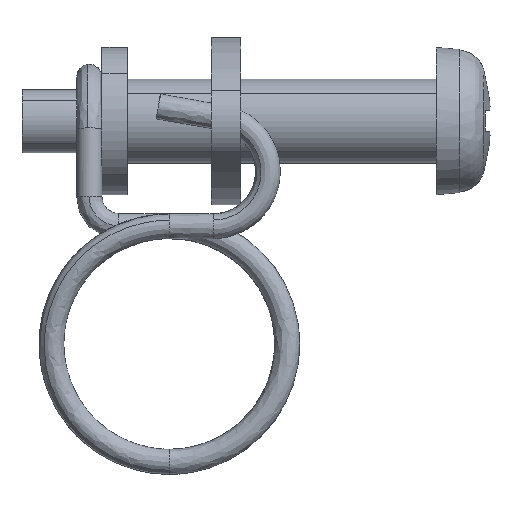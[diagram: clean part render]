
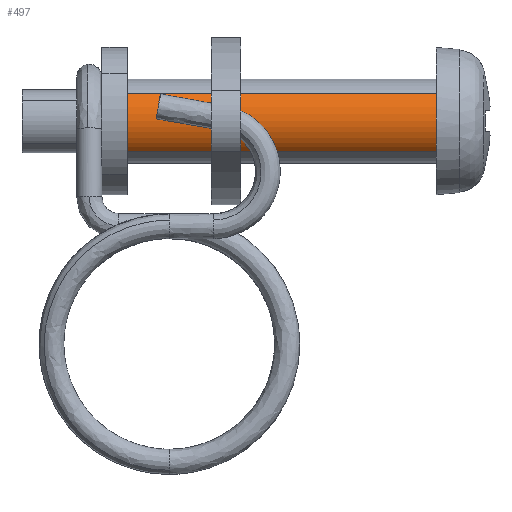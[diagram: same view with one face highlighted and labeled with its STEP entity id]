
A CAD part, front view. The second image highlights one B-rep face of the part: STEP entity #497.
In plain terms, the highlighted free-form (B-spline) face has degree [2, 1] with [3, 2] control points.
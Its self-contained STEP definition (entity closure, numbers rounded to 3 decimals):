
#303=CARTESIAN_POINT('',(-14.7,-1.527,1.291));
#304=VERTEX_POINT('',#303);
#318=CARTESIAN_POINT('',(0.,-1.527,1.291));
#319=VERTEX_POINT('',#318);
#320=CARTESIAN_POINT('',(0.,-1.527,1.291));
#321=CARTESIAN_POINT('',(-14.7,-1.527,1.291));
#322=QUASI_UNIFORM_CURVE('',1,(#320,#321),.UNSPECIFIED.,.F.,.U.);
#323=EDGE_CURVE('',#319,#304,#322,.T.);
#369=CARTESIAN_POINT('',(0.,-1.377,-1.451));
#370=VERTEX_POINT('',#369);
#381=CARTESIAN_POINT('',(-14.7,-1.377,-1.451));
#382=VERTEX_POINT('',#381);
#383=CARTESIAN_POINT('',(0.,-1.377,-1.451));
#384=CARTESIAN_POINT('',(-14.7,-1.377,-1.451));
#385=QUASI_UNIFORM_CURVE('',1,(#383,#384),.UNSPECIFIED.,.F.,.U.);
#386=EDGE_CURVE('',#370,#382,#385,.T.);
#434=CARTESIAN_POINT('',(0.368,-1.377,-1.451));
#435=CARTESIAN_POINT('',(0.368,-2.747,-0.151));
#436=CARTESIAN_POINT('',(0.368,-1.527,1.291));
#437=CARTESIAN_POINT('',(-15.077,-1.377,-1.451));
#438=CARTESIAN_POINT('',(-15.077,-2.747,-0.151));
#439=CARTESIAN_POINT('',(-15.077,-1.527,1.291));
#447=(BOUNDED_SURFACE()B_SPLINE_SURFACE(2,1,((#434,#437),(#435,#438),(#436,#439)),.UNSPECIFIED.,.F.,.F.,.U.)B_SPLINE_SURFACE_WITH_KNOTS((3,3),(2,2),(0.0,3.18),(0.0,15.444),.UNSPECIFIED.)GEOMETRIC_REPRESENTATION_ITEM()RATIONAL_B_SPLINE_SURFACE(((1.0,1.0),(0.719,0.719),(0.978,0.978)))REPRESENTATION_ITEM('')SURFACE());
#448=CARTESIAN_POINT('',(-14.7,-2.,0.));
#449=VERTEX_POINT('',#448);
#450=CARTESIAN_POINT('',(-14.7,-2.,0.));
#451=CARTESIAN_POINT('',(-14.7,-2.,0.132));
#452=CARTESIAN_POINT('',(-14.7,-1.976,0.373));
#453=CARTESIAN_POINT('',(-14.7,-1.875,0.726));
#454=CARTESIAN_POINT('',(-14.7,-1.726,1.029));
#455=CARTESIAN_POINT('',(-14.7,-1.593,1.213));
#456=CARTESIAN_POINT('',(-14.7,-1.527,1.291));
#457=B_SPLINE_CURVE_WITH_KNOTS('',3,(#450,#451,#452,#453,#454,#455,#456),.UNSPECIFIED.,.F.,.U.,(4,1,1,1,4),(0.,0.395,0.724,1.097,1.404),.UNSPECIFIED.);
#458=EDGE_CURVE('',#449,#304,#457,.T.);
#459=ORIENTED_EDGE('',*,*,#458,.F.);
#460=CARTESIAN_POINT('',(-14.7,-1.377,-1.451));
#461=CARTESIAN_POINT('',(-14.7,-1.456,-1.375));
#462=CARTESIAN_POINT('',(-14.7,-1.632,-1.179));
#463=CARTESIAN_POINT('',(-14.7,-1.822,-0.856));
#464=CARTESIAN_POINT('',(-14.7,-1.964,-0.448));
#465=CARTESIAN_POINT('',(-14.7,-2.,-0.169));
#466=CARTESIAN_POINT('',(-14.7,-2.,0.));
#467=B_SPLINE_CURVE_WITH_KNOTS('',3,(#460,#461,#462,#463,#464,#465,#466),.UNSPECIFIED.,.F.,.U.,(4,1,1,1,4),(0.,0.33,0.786,1.116,1.623),.UNSPECIFIED.);
#468=EDGE_CURVE('',#382,#449,#467,.T.);
#469=ORIENTED_EDGE('',*,*,#468,.F.);
#470=ORIENTED_EDGE('',*,*,#386,.F.);
#471=CARTESIAN_POINT('',(0.,-2.,0.));
#472=VERTEX_POINT('',#471);
#473=CARTESIAN_POINT('',(0.,-1.377,-1.451));
#474=CARTESIAN_POINT('',(0.,-1.456,-1.375));
#475=CARTESIAN_POINT('',(0.,-1.609,-1.204));
#476=CARTESIAN_POINT('',(0.,-1.789,-0.916));
#477=CARTESIAN_POINT('',(0.,-1.904,-0.633));
#478=CARTESIAN_POINT('',(0.,-1.981,-0.33));
#479=CARTESIAN_POINT('',(0.,-2.,-0.127));
#480=CARTESIAN_POINT('',(0.,-2.,0.));
#481=B_SPLINE_CURVE_WITH_KNOTS('',3,(#473,#474,#475,#476,#477,#478,#479,#480),.UNSPECIFIED.,.F.,.U.,(4,1,1,1,1,4),(0.,0.33,0.685,1.014,1.243,1.623),.UNSPECIFIED.);
#482=EDGE_CURVE('',#370,#472,#481,.T.);
#483=ORIENTED_EDGE('',*,*,#482,.T.);
#484=CARTESIAN_POINT('',(0.,-2.,0.));
#485=CARTESIAN_POINT('',(0.,-2.,0.11));
#486=CARTESIAN_POINT('',(0.,-1.981,0.336));
#487=CARTESIAN_POINT('',(0.,-1.895,0.67));
#488=CARTESIAN_POINT('',(0.,-1.746,0.998));
#489=CARTESIAN_POINT('',(0.,-1.607,1.197));
#490=CARTESIAN_POINT('',(0.,-1.527,1.291));
#491=B_SPLINE_CURVE_WITH_KNOTS('',3,(#484,#485,#486,#487,#488,#489,#490),.UNSPECIFIED.,.F.,.U.,(4,1,1,1,4),(0.,0.329,0.68,1.031,1.404),.UNSPECIFIED.);
#492=EDGE_CURVE('',#472,#319,#491,.T.);
#493=ORIENTED_EDGE('',*,*,#492,.T.);
#494=ORIENTED_EDGE('',*,*,#323,.T.);
#495=EDGE_LOOP('',(#459,#469,#470,#483,#493,#494));
#496=FACE_OUTER_BOUND('',#495,.T.);
#497=ADVANCED_FACE('',(#496),#447,.T.);
